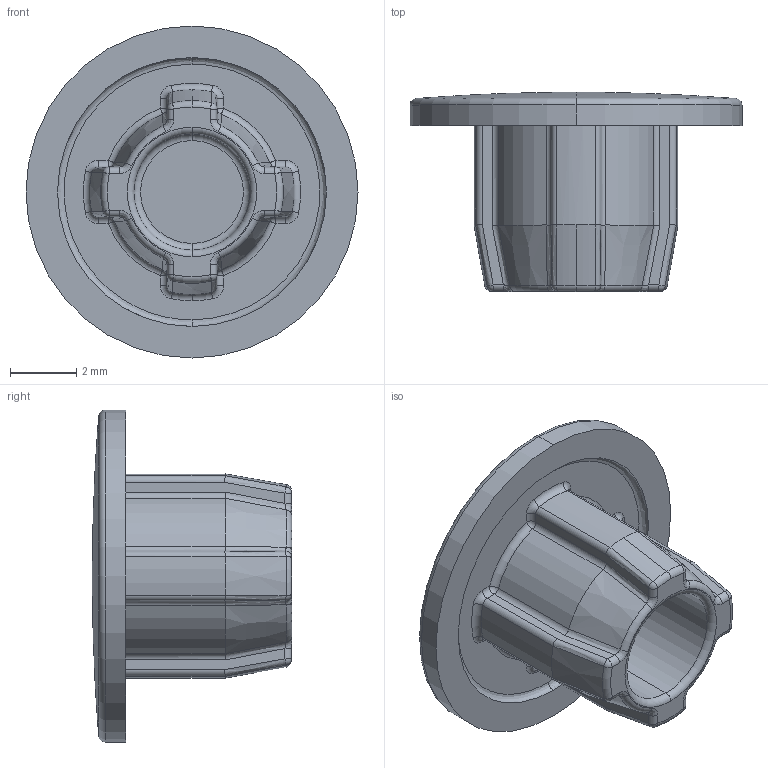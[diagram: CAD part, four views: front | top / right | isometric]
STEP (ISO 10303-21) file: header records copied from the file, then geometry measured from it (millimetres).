
FILE_DESCRIPTION (( 'STEP AP214' ), '1' );
FILE_NAME ('4.02.whcc.STEP', '2025-06-14T19:23:09', ( '' ), ( '' ), 'SwSTEP 2.0', 'SolidWorks 2023', '' );
FILE_SCHEMA (( 'AUTOMOTIVE_DESIGN' ));
Length unit declared in the file: millimetre
Products named in the file (1): 4.02.whcc
Bounding box: 10 x 6 x 10 mm (x, y, z)
Volume: 127.4 mm3; surface area: 329.1 mm2
Topology: 1 solids, 1 shells, 142 faces, 340 edges, 185 vertices
Faces by surface type: cylinder 45, torus 32, bspline 28, sphere 16, plane 12, cone 9
Entity records: 4501 total; most frequent: CARTESIAN_POINT 1436, DIRECTION 656, ORIENTED_EDGE 644, EDGE_CURVE 322, AXIS2_PLACEMENT_3D 293, VERTEX_POINT 185, CIRCLE 178, EDGE_LOOP 145
